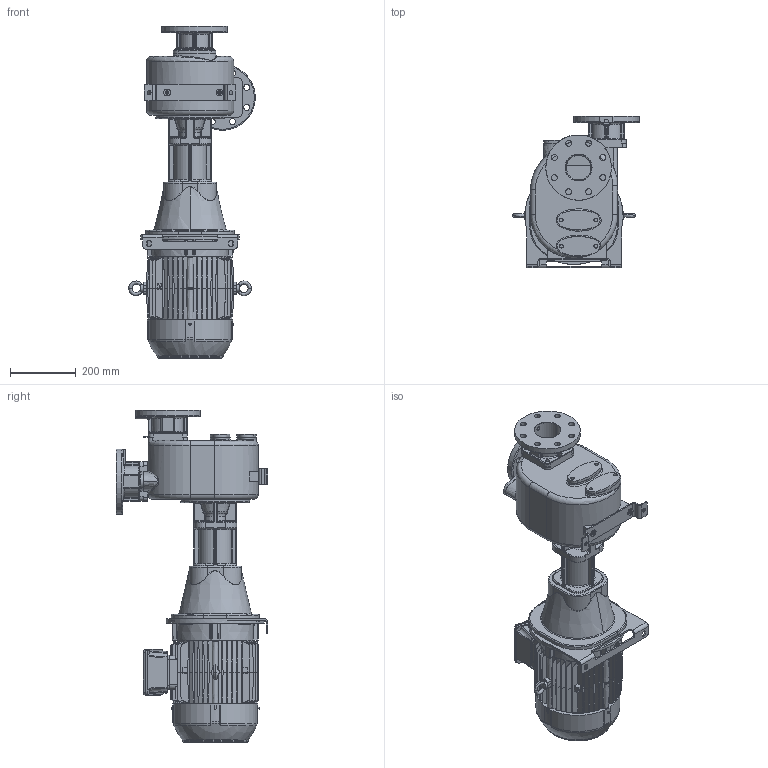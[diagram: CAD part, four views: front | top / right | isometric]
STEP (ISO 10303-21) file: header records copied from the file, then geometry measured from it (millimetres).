
FILE_DESCRIPTION((''),'2;1');
FILE_NAME('S_83_BBT_F','2020-06-04T15:22:21',('Nicola'),(''),'CREO PARAMETRIC BY PTC INC, 2019471','CREO PARAMETRIC BY PTC INC, 2019471','');
FILE_SCHEMA(('CONFIG_CONTROL_DESIGN'));
Products named in the file (1): S_83_BBT_F
Bounding box: 385.97 x 462 x 1013.2 mm (x, y, z)
Volume: 42640592 mm3; surface area: 1598760.9 mm2
Topology: 1 solids, 1 shells, 3208 faces, 7838 edges, 4926 vertices
Faces by surface type: plane 2125, cylinder 526, bspline 206, torus 166, cone 152, sphere 27, extrusion 6
Entity records: 114302 total; most frequent: CARTESIAN_POINT 40734, ORIENTED_EDGE 15652, DIRECTION 14232, EDGE_CURVE 7826, VECTOR 5028, LINE 5022, VERTEX_POINT 4926, AXIS2_PLACEMENT_3D 4602
